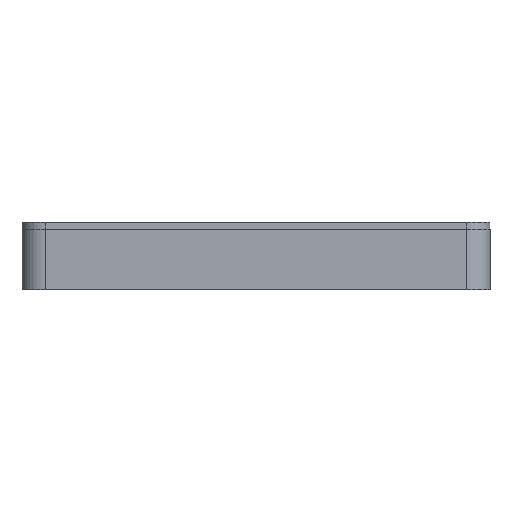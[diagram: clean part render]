
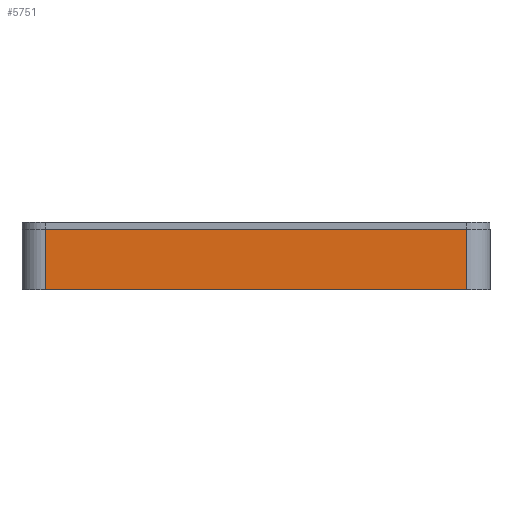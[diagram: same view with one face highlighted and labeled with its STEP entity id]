
A CAD part, front view. The second image highlights one B-rep face of the part: STEP entity #5751.
In plain terms, the highlighted planar face has unit normal (0, -1, 0).
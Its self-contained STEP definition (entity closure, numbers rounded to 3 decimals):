
#457=PLANE('',#6124);
#559=FACE_OUTER_BOUND('',#865,.T.);
#865=EDGE_LOOP('',(#3951,#3952,#3953,#3954));
#1404=LINE('',#8711,#1814);
#1406=LINE('',#8717,#1816);
#1407=LINE('',#8719,#1817);
#1408=LINE('',#8720,#1818);
#1814=VECTOR('',#6853,10.);
#1816=VECTOR('',#6859,10.);
#1817=VECTOR('',#6860,10.);
#1818=VECTOR('',#6861,10.);
#2616=VERTEX_POINT('',#8708);
#2617=VERTEX_POINT('',#8710);
#2619=VERTEX_POINT('',#8716);
#2620=VERTEX_POINT('',#8718);
#3141=EDGE_CURVE('',#2616,#2617,#1404,.T.);
#3144=EDGE_CURVE('',#2619,#2616,#1406,.T.);
#3145=EDGE_CURVE('',#2620,#2619,#1407,.T.);
#3146=EDGE_CURVE('',#2617,#2620,#1408,.T.);
#3951=ORIENTED_EDGE('',*,*,#3141,.F.);
#3952=ORIENTED_EDGE('',*,*,#3144,.F.);
#3953=ORIENTED_EDGE('',*,*,#3145,.F.);
#3954=ORIENTED_EDGE('',*,*,#3146,.F.);
#5751=ADVANCED_FACE('',(#559),#457,.T.);
#6124=AXIS2_PLACEMENT_3D('',#8715,#6857,#6858);
#6853=DIRECTION('',(0.,0.,-1.));
#6857=DIRECTION('center_axis',(0.,-1.,0.));
#6858=DIRECTION('ref_axis',(1.,0.,0.));
#6859=DIRECTION('',(1.,0.,0.));
#6860=DIRECTION('',(0.,0.,1.));
#6861=DIRECTION('',(-1.,0.,0.));
#8708=CARTESIAN_POINT('',(45.771,-31.391,13.));
#8710=CARTESIAN_POINT('',(45.771,-31.391,0.));
#8711=CARTESIAN_POINT('',(45.771,-31.391,0.));
#8715=CARTESIAN_POINT('Origin',(-50.192,-31.391,0.));
#8716=CARTESIAN_POINT('',(-45.192,-31.391,13.));
#8717=CARTESIAN_POINT('',(50.771,-31.391,13.));
#8718=CARTESIAN_POINT('',(-45.192,-31.391,0.));
#8719=CARTESIAN_POINT('',(-45.192,-31.391,0.));
#8720=CARTESIAN_POINT('',(50.771,-31.391,0.));
